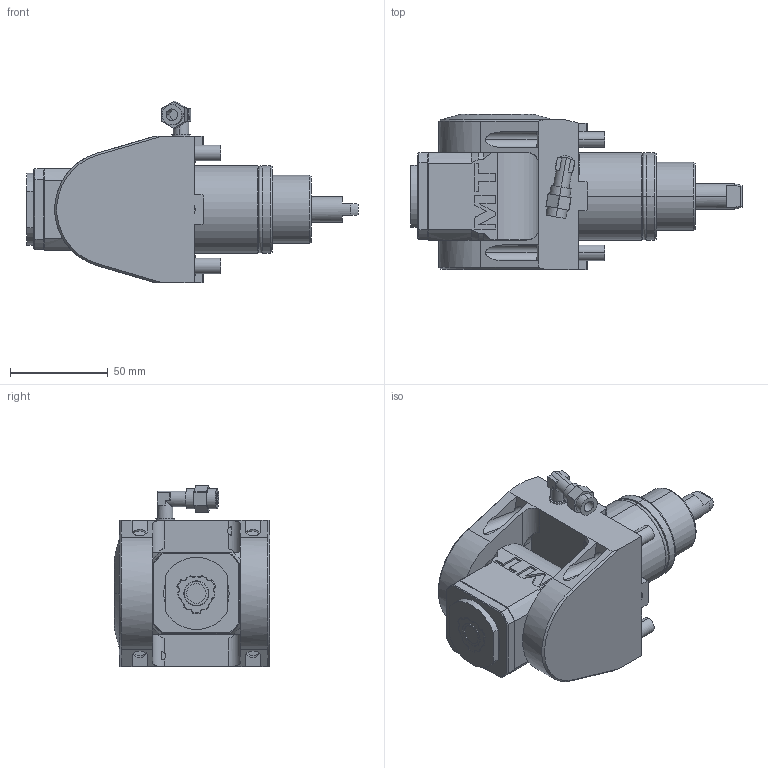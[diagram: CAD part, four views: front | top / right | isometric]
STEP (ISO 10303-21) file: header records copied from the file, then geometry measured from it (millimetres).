
FILE_DESCRIPTION((''),'2;1');
FILE_NAME('DWO0040116_CONF','2023-04-27T15:26:58',('gvalli'),('M.T. srl'),'CREO PARAMETRIC BY PTC INC, 2021072','CREO PARAMETRIC BY PTC INC, 2021072','');
FILE_SCHEMA(('CONFIG_CONTROL_DESIGN'));
Length unit declared in the file: millimetre
Products named in the file (1): DWO0040116_CONF
Bounding box: 170.26 x 79.5 x 92.87 mm (x, y, z)
Volume: 409424 mm3; surface area: 57457.2 mm2
Topology: 1 solids, 1 shells, 399 faces, 1019 edges, 662 vertices
Faces by surface type: plane 199, cylinder 117, cone 50, torus 17, bspline 12, extrusion 4
Entity records: 13397 total; most frequent: CARTESIAN_POINT 3701, ORIENTED_EDGE 2038, DIRECTION 1948, EDGE_CURVE 1019, AXIS2_PLACEMENT_3D 684, VERTEX_POINT 662, VECTOR 580, LINE 576
